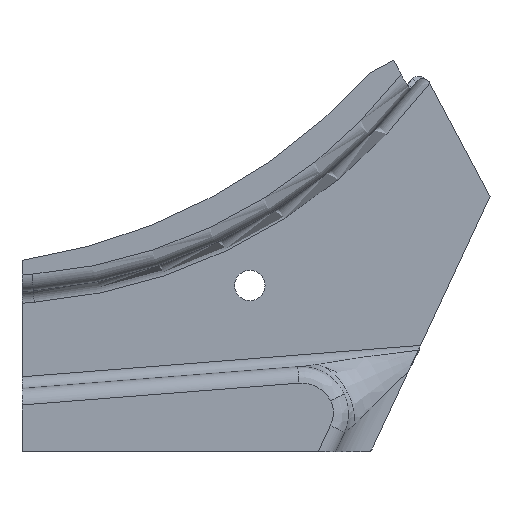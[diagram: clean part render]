
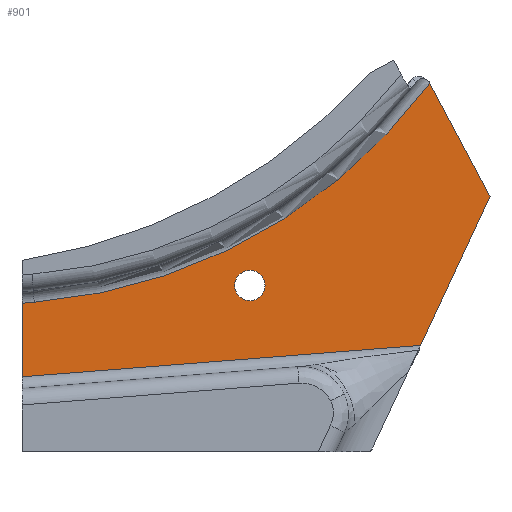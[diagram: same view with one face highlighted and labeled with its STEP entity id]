
A CAD part, front view. The second image highlights one B-rep face of the part: STEP entity #901.
In plain terms, the highlighted planar face has unit normal (0, -1, 0).
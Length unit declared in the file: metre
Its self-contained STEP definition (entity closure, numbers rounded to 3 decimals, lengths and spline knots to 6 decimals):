
#30=CIRCLE('',#929,0.0065);
#34=CIRCLE('',#938,0.233);
#96=LINE('',#3094,#140);
#100=LINE('',#3107,#144);
#117=LINE('',#9125,#161);
#124=LINE('',#9145,#168);
#125=LINE('',#9147,#169);
#140=VECTOR('',#1020,1.);
#144=VECTOR('',#1026,1.);
#161=VECTOR('',#1109,1.);
#168=VECTOR('',#1132,1.);
#169=VECTOR('',#1135,1.);
#405=ORIENTED_EDGE('',*,*,#491,.T.);
#406=ORIENTED_EDGE('',*,*,#573,.T.);
#407=ORIENTED_EDGE('',*,*,#574,.T.);
#408=ORIENTED_EDGE('',*,*,#563,.F.);
#409=ORIENTED_EDGE('',*,*,#493,.T.);
#410=ORIENTED_EDGE('',*,*,#498,.F.);
#411=ORIENTED_EDGE('',*,*,#505,.T.);
#491=EDGE_CURVE('',#614,#614,#30,.T.);
#493=EDGE_CURVE('',#616,#617,#96,.T.);
#498=EDGE_CURVE('',#589,#617,#100,.T.);
#505=EDGE_CURVE('',#589,#623,#34,.T.);
#563=EDGE_CURVE('',#616,#655,#117,.T.);
#573=EDGE_CURVE('',#623,#659,#124,.T.);
#574=EDGE_CURVE('',#659,#655,#125,.T.);
#589=VERTEX_POINT('',#1732);
#614=VERTEX_POINT('',#3090);
#616=VERTEX_POINT('',#3095);
#617=VERTEX_POINT('',#3096);
#623=VERTEX_POINT('',#3124);
#655=VERTEX_POINT('',#9126);
#659=VERTEX_POINT('',#9144);
#770=EDGE_LOOP('',(#405));
#771=EDGE_LOOP('',(#406,#407,#408,#409,#410,#411));
#828=FACE_BOUND('',#770,.T.);
#829=FACE_BOUND('',#771,.T.);
#846=PLANE('',#974);
#901=ADVANCED_FACE('',(#828,#829),#846,.F.);
#929=AXIS2_PLACEMENT_3D('',#3089,#1014,#1015);
#938=AXIS2_PLACEMENT_3D('',#3125,#1040,#1041);
#974=AXIS2_PLACEMENT_3D('',#9146,#1133,#1134);
#1014=DIRECTION('',(0.,1.,0.));
#1015=DIRECTION('',(0.,0.,1.));
#1020=DIRECTION('',(0.423,0.,0.906));
#1026=DIRECTION('',(0.469,0.,-0.883));
#1040=DIRECTION('',(0.,1.,0.));
#1041=DIRECTION('',(0.,0.,1.));
#1109=DIRECTION('',(-0.997,0.,-0.078));
#1132=DIRECTION('',(-0.997,0.,-0.078));
#1133=DIRECTION('',(0.,1.,0.));
#1134=DIRECTION('',(1.,0.,0.));
#1135=DIRECTION('',(0.,0.,-1.));
#1732=CARTESIAN_POINT('',(0.504376,0.018,0.457472));
#3089=CARTESIAN_POINT('',(0.4275,0.018,0.371));
#3090=CARTESIAN_POINT('',(0.4275,0.018,0.3775));
#3094=CARTESIAN_POINT('',(0.278734,0.018,-0.129976));
#3095=CARTESIAN_POINT('',(0.500418,0.018,0.345428));
#3096=CARTESIAN_POINT('',(0.530103,0.018,0.409087));
#3107=CARTESIAN_POINT('',(0.517239,0.018,0.43328));
#3124=CARTESIAN_POINT('',(0.335402,0.018,0.363842));
#3125=CARTESIAN_POINT('',(0.317121,0.018,0.596124));
#9125=CARTESIAN_POINT('',(0.256391,0.018,0.326222));
#9126=CARTESIAN_POINT('',(0.3302,0.018,0.332031));
#9144=CARTESIAN_POINT('',(0.3302,0.018,0.363433));
#9145=CARTESIAN_POINT('',(0.280376,0.018,0.359512));
#9146=CARTESIAN_POINT('',(0.,0.018,0.));
#9147=CARTESIAN_POINT('',(0.3302,0.018,0.));
